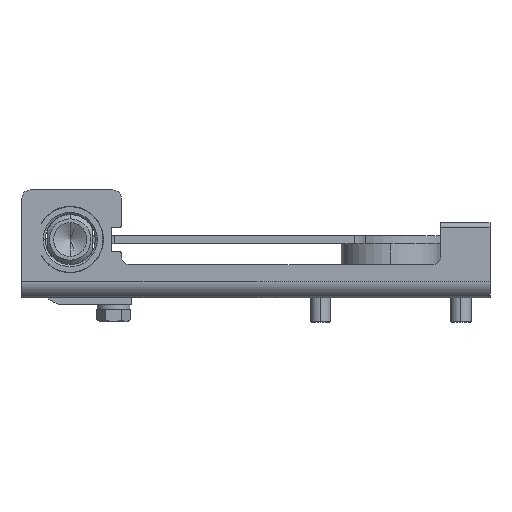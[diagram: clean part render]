
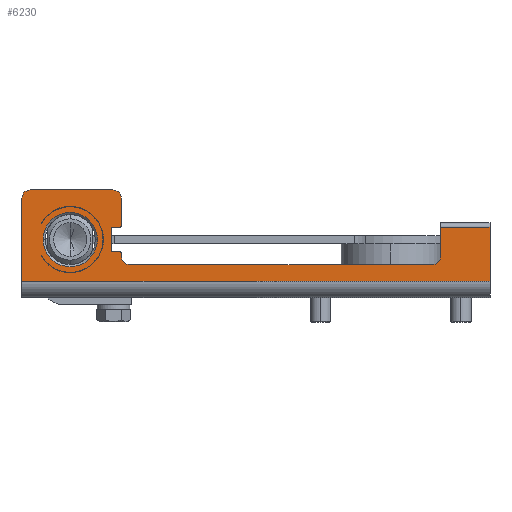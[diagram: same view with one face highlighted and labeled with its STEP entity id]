
A CAD part, left-side view. The second image highlights one B-rep face of the part: STEP entity #6230.
In plain terms, the highlighted planar face has unit normal (-1, 0, 0).
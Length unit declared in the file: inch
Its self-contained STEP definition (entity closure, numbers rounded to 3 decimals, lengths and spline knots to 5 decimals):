
#595=DIRECTION('',(0.,0.,1.));
#596=VECTOR('',#595,0.8175);
#597=CARTESIAN_POINT('',(-2.063,-1.5,3.234));
#598=LINE('',#597,#596);
#915=DIRECTION('',(0.,0.,1.));
#916=VECTOR('',#915,1.255);
#917=CARTESIAN_POINT('',(-2.063,5.573,3.234));
#918=LINE('',#917,#916);
#945=CARTESIAN_POINT('',(-2.063,5.448,4.489));
#946=DIRECTION('',(-1.,0.,0.));
#947=DIRECTION('',(0.,0.,1.));
#948=AXIS2_PLACEMENT_3D('',#945,#946,#947);
#959=DIRECTION('',(0.,1.,0.));
#960=VECTOR('',#959,1.25);
#961=CARTESIAN_POINT('',(-2.063,4.198,4.614));
#962=LINE('',#961,#960);
#1070=DIRECTION('',(0.,1.,0.));
#1071=VECTOR('',#1070,0.745);
#1072=CARTESIAN_POINT('',(-2.063,-1.5,4.0515));
#1073=LINE('',#1072,#1071);
#1074=DIRECTION('',(0.,1.,0.));
#1075=VECTOR('',#1074,7.073);
#1076=CARTESIAN_POINT('',(-2.063,-1.5,3.234));
#1077=LINE('',#1076,#1075);
#1078=DIRECTION('',(0.,0.,-1.));
#1079=VECTOR('',#1078,0.4175);
#1080=CARTESIAN_POINT('',(-2.063,4.073,4.489));
#1081=LINE('',#1080,#1079);
#1082=DIRECTION('',(0.,-1.,0.));
#1083=VECTOR('',#1082,0.108);
#1084=CARTESIAN_POINT('',(-2.063,4.201,4.0515));
#1085=LINE('',#1084,#1083);
#1086=DIRECTION('',(0.,0.,1.));
#1087=VECTOR('',#1086,0.335);
#1088=CARTESIAN_POINT('',(-2.063,4.221,3.6965));
#1089=LINE('',#1088,#1087);
#1090=DIRECTION('',(0.,1.,0.));
#1091=VECTOR('',#1090,0.108);
#1092=CARTESIAN_POINT('',(-2.063,4.093,3.6765));
#1093=LINE('',#1092,#1091);
#1094=DIRECTION('',(0.,0.,-1.));
#1095=VECTOR('',#1094,0.0475);
#1096=CARTESIAN_POINT('',(-2.063,4.073,3.6565));
#1097=LINE('',#1096,#1095);
#1098=DIRECTION('',(0.,1.,0.));
#1099=VECTOR('',#1098,4.578);
#1100=CARTESIAN_POINT('',(-2.063,-0.63,3.484));
#1101=LINE('',#1100,#1099);
#1102=DIRECTION('',(0.,0.,-1.));
#1103=VECTOR('',#1102,0.4425);
#1104=CARTESIAN_POINT('',(-2.063,-0.755,4.0515));
#1105=LINE('',#1104,#1103);
#1106=CARTESIAN_POINT('',(-2.063,4.845,3.864));
#1107=DIRECTION('',(-1.,0.,0.));
#1108=DIRECTION('',(0.,1.,0.));
#1109=AXIS2_PLACEMENT_3D('',#1106,#1107,#1108);
#1111=CARTESIAN_POINT('',(-2.063,4.845,3.864));
#1112=DIRECTION('',(-1.,0.,0.));
#1113=DIRECTION('',(0.,-1.,0.));
#1114=AXIS2_PLACEMENT_3D('',#1111,#1112,#1113);
#1116=DIRECTION('',(0.,0.,-1.));
#1117=VECTOR('',#1116,0.01273);
#1118=CARTESIAN_POINT('',(-2.063,5.28,4.11556));
#1119=LINE('',#1118,#1117);
#1120=DIRECTION('',(0.,0.,-1.));
#1121=VECTOR('',#1120,0.01273);
#1122=CARTESIAN_POINT('',(-2.063,5.28,3.62517));
#1123=LINE('',#1122,#1121);
#1132=CARTESIAN_POINT('',(-2.063,4.198,4.489));
#1133=DIRECTION('',(-1.,0.,0.));
#1134=DIRECTION('',(0.,-1.,0.));
#1135=AXIS2_PLACEMENT_3D('',#1132,#1133,#1134);
#1150=CARTESIAN_POINT('',(-2.063,4.093,4.0715));
#1151=DIRECTION('',(-1.,0.,0.));
#1152=DIRECTION('',(0.,0.,-1.));
#1153=AXIS2_PLACEMENT_3D('',#1150,#1151,#1152);
#1177=CARTESIAN_POINT('',(-2.063,4.201,4.0315));
#1178=DIRECTION('',(1.,0.,0.));
#1179=DIRECTION('',(0.,1.,0.));
#1180=AXIS2_PLACEMENT_3D('',#1177,#1178,#1179);
#1195=CARTESIAN_POINT('',(-2.063,4.201,3.6965));
#1196=DIRECTION('',(1.,0.,0.));
#1197=DIRECTION('',(0.,0.,-1.));
#1198=AXIS2_PLACEMENT_3D('',#1195,#1196,#1197);
#1213=CARTESIAN_POINT('',(-2.063,4.093,3.6565));
#1214=DIRECTION('',(-1.,0.,0.));
#1215=DIRECTION('',(0.,-1.,0.));
#1216=AXIS2_PLACEMENT_3D('',#1213,#1214,#1215);
#1231=CARTESIAN_POINT('',(-2.063,3.948,3.609));
#1232=DIRECTION('',(1.,0.,0.));
#1233=DIRECTION('',(0.,0.,-1.));
#1234=AXIS2_PLACEMENT_3D('',#1231,#1232,#1233);
#1249=CARTESIAN_POINT('',(-2.063,-0.63,3.609));
#1250=DIRECTION('',(1.,0.,0.));
#1251=DIRECTION('',(0.,-1.,0.));
#1252=AXIS2_PLACEMENT_3D('',#1249,#1250,#1251);
#1425=CARTESIAN_POINT('',(-2.063,4.845,3.864));
#1426=DIRECTION('',(-1.,0.,0.));
#1427=DIRECTION('',(0.,0.877,-0.481));
#1428=AXIS2_PLACEMENT_3D('',#1425,#1426,#1427);
#1470=CARTESIAN_POINT('',(-2.063,4.845,3.864));
#1471=DIRECTION('',(1.,0.,0.));
#1472=DIRECTION('',(0.,0.866,0.501));
#1473=AXIS2_PLACEMENT_3D('',#1470,#1471,#1472);
#1548=CARTESIAN_POINT('',(-2.063,4.845,3.864));
#1549=DIRECTION('',(-1.,0.,0.));
#1550=DIRECTION('',(0.,-1.,0.));
#1551=AXIS2_PLACEMENT_3D('',#1548,#1549,#1550);
#4161=CARTESIAN_POINT('',(-2.063,-1.5,3.234));
#4163=VERTEX_POINT('',#4161);
#4177=CARTESIAN_POINT('',(-2.063,5.573,3.234));
#4179=VERTEX_POINT('',#4177);
#4225=CARTESIAN_POINT('',(-2.063,-0.63,3.484));
#4227=VERTEX_POINT('',#4225);
#4229=CARTESIAN_POINT('',(-2.063,-0.755,3.609));
#4231=VERTEX_POINT('',#4229);
#4257=CARTESIAN_POINT('',(-2.063,4.073,3.609));
#4259=VERTEX_POINT('',#4257);
#4261=CARTESIAN_POINT('',(-2.063,3.948,3.484));
#4263=VERTEX_POINT('',#4261);
#4268=CARTESIAN_POINT('',(-2.063,5.448,4.614));
#4270=VERTEX_POINT('',#4268);
#4272=CARTESIAN_POINT('',(-2.063,5.573,4.489));
#4273=VERTEX_POINT('',#4272);
#4276=CARTESIAN_POINT('',(-2.063,4.073,4.489));
#4278=VERTEX_POINT('',#4276);
#4280=CARTESIAN_POINT('',(-2.063,4.198,4.614));
#4281=VERTEX_POINT('',#4280);
#4333=CARTESIAN_POINT('',(-2.063,4.201,4.0515));
#4335=VERTEX_POINT('',#4333);
#4337=CARTESIAN_POINT('',(-2.063,4.221,4.0315));
#4339=VERTEX_POINT('',#4337);
#4341=CARTESIAN_POINT('',(-2.063,4.221,3.6965));
#4343=VERTEX_POINT('',#4341);
#4345=CARTESIAN_POINT('',(-2.063,4.201,3.6765));
#4347=VERTEX_POINT('',#4345);
#4364=CARTESIAN_POINT('',(-2.063,4.093,4.0515));
#4366=VERTEX_POINT('',#4364);
#4368=CARTESIAN_POINT('',(-2.063,4.073,4.0715));
#4369=VERTEX_POINT('',#4368);
#4373=CARTESIAN_POINT('',(-2.063,4.093,3.6765));
#4375=VERTEX_POINT('',#4373);
#4378=CARTESIAN_POINT('',(-2.063,4.073,3.6565));
#4379=VERTEX_POINT('',#4378);
#4380=CARTESIAN_POINT('',(-2.063,5.28,4.11556));
#4381=CARTESIAN_POINT('',(-2.063,5.28,3.61244));
#4382=VERTEX_POINT('',#4380);
#4383=VERTEX_POINT('',#4381);
#4432=CARTESIAN_POINT('',(-2.063,-0.755,4.0515));
#4434=VERTEX_POINT('',#4432);
#4438=CARTESIAN_POINT('',(-2.063,-1.5,4.0515));
#4439=VERTEX_POINT('',#4438);
#4498=CARTESIAN_POINT('',(-2.063,4.34875,3.864));
#4499=VERTEX_POINT('',#4498);
#4512=CARTESIAN_POINT('',(-2.063,5.25525,3.864));
#4513=CARTESIAN_POINT('',(-2.063,4.43475,3.864));
#4514=VERTEX_POINT('',#4512);
#4515=VERTEX_POINT('',#4513);
#4516=CARTESIAN_POINT('',(-2.063,5.28,4.10283));
#4517=VERTEX_POINT('',#4516);
#4518=CARTESIAN_POINT('',(-2.063,5.28,3.62517));
#4519=VERTEX_POINT('',#4518);
#6171=CARTESIAN_POINT('',(-2.063,-1.5,3.234));
#6172=DIRECTION('',(-1.,0.,0.));
#6173=DIRECTION('',(0.,0.,1.));
#6174=AXIS2_PLACEMENT_3D('',#6171,#6172,#6173);
#6175=PLANE('',#6174);
#6176=ORIENTED_EDGE('',*,*,#6154,.F.);
#6177=ORIENTED_EDGE('',*,*,#5634,.F.);
#6179=ORIENTED_EDGE('',*,*,#6178,.T.);
#6180=ORIENTED_EDGE('',*,*,#5955,.T.);
#6181=ORIENTED_EDGE('',*,*,#5976,.F.);
#6182=ORIENTED_EDGE('',*,*,#5994,.F.);
#6184=ORIENTED_EDGE('',*,*,#6183,.F.);
#6186=ORIENTED_EDGE('',*,*,#6185,.T.);
#6188=ORIENTED_EDGE('',*,*,#6187,.F.);
#6190=ORIENTED_EDGE('',*,*,#6189,.F.);
#6192=ORIENTED_EDGE('',*,*,#6191,.F.);
#6194=ORIENTED_EDGE('',*,*,#6193,.F.);
#6196=ORIENTED_EDGE('',*,*,#6195,.F.);
#6198=ORIENTED_EDGE('',*,*,#6197,.F.);
#6200=ORIENTED_EDGE('',*,*,#6199,.F.);
#6202=ORIENTED_EDGE('',*,*,#6201,.T.);
#6204=ORIENTED_EDGE('',*,*,#6203,.F.);
#6206=ORIENTED_EDGE('',*,*,#6205,.F.);
#6208=ORIENTED_EDGE('',*,*,#6207,.F.);
#6209=ORIENTED_EDGE('',*,*,#6130,.F.);
#6210=EDGE_LOOP('',(#6176,#6177,#6179,#6180,#6181,#6182,#6184,#6186,#6188,#6190,
#6192,#6194,#6196,#6198,#6200,#6202,#6204,#6206,#6208,#6209));
#6211=FACE_OUTER_BOUND('',#6210,.F.);
#6213=ORIENTED_EDGE('',*,*,#6212,.T.);
#6215=ORIENTED_EDGE('',*,*,#6214,.T.);
#6216=EDGE_LOOP('',(#6213,#6215));
#6217=FACE_BOUND('',#6216,.F.);
#6219=ORIENTED_EDGE('',*,*,#6218,.T.);
#6221=ORIENTED_EDGE('',*,*,#6220,.F.);
#6223=ORIENTED_EDGE('',*,*,#6222,.F.);
#6225=ORIENTED_EDGE('',*,*,#6224,.T.);
#6227=ORIENTED_EDGE('',*,*,#6226,.F.);
#6228=EDGE_LOOP('',(#6219,#6221,#6223,#6225,#6227));
#6229=FACE_BOUND('',#6228,.F.);
#949=CIRCLE('',#948,0.125);
#1110=CIRCLE('',#1109,0.41025);
#1115=CIRCLE('',#1114,0.41025);
#1136=CIRCLE('',#1135,0.125);
#1154=CIRCLE('',#1153,0.02);
#1181=CIRCLE('',#1180,0.02);
#1199=CIRCLE('',#1198,0.02);
#1217=CIRCLE('',#1216,0.02);
#1235=CIRCLE('',#1234,0.125);
#1253=CIRCLE('',#1252,0.125);
#1429=CIRCLE('',#1428,0.49625);
#1474=CIRCLE('',#1473,0.5025);
#1552=CIRCLE('',#1551,0.49625);
#5634=EDGE_CURVE('',#4163,#4439,#598,.T.);
#5955=EDGE_CURVE('',#4179,#4273,#918,.T.);
#5976=EDGE_CURVE('',#4270,#4273,#949,.T.);
#5994=EDGE_CURVE('',#4281,#4270,#962,.T.);
#6130=EDGE_CURVE('',#4434,#4231,#1105,.T.);
#6154=EDGE_CURVE('',#4439,#4434,#1073,.T.);
#6178=EDGE_CURVE('',#4163,#4179,#1077,.T.);
#6183=EDGE_CURVE('',#4278,#4281,#1136,.T.);
#6185=EDGE_CURVE('',#4278,#4369,#1081,.T.);
#6187=EDGE_CURVE('',#4366,#4369,#1154,.T.);
#6189=EDGE_CURVE('',#4335,#4366,#1085,.T.);
#6191=EDGE_CURVE('',#4339,#4335,#1181,.T.);
#6193=EDGE_CURVE('',#4343,#4339,#1089,.T.);
#6195=EDGE_CURVE('',#4347,#4343,#1199,.T.);
#6197=EDGE_CURVE('',#4375,#4347,#1093,.T.);
#6199=EDGE_CURVE('',#4379,#4375,#1217,.T.);
#6201=EDGE_CURVE('',#4379,#4259,#1097,.T.);
#6203=EDGE_CURVE('',#4263,#4259,#1235,.T.);
#6205=EDGE_CURVE('',#4227,#4263,#1101,.T.);
#6207=EDGE_CURVE('',#4231,#4227,#1253,.T.);
#6212=EDGE_CURVE('',#4514,#4515,#1110,.T.);
#6214=EDGE_CURVE('',#4515,#4514,#1115,.T.);
#6218=EDGE_CURVE('',#4382,#4517,#1119,.T.);
#6220=EDGE_CURVE('',#4499,#4517,#1552,.T.);
#6222=EDGE_CURVE('',#4519,#4499,#1429,.T.);
#6224=EDGE_CURVE('',#4519,#4383,#1123,.T.);
#6226=EDGE_CURVE('',#4382,#4383,#1474,.T.);
#6230=ADVANCED_FACE('',(#6211,#6217,#6229),#6175,.T.);
